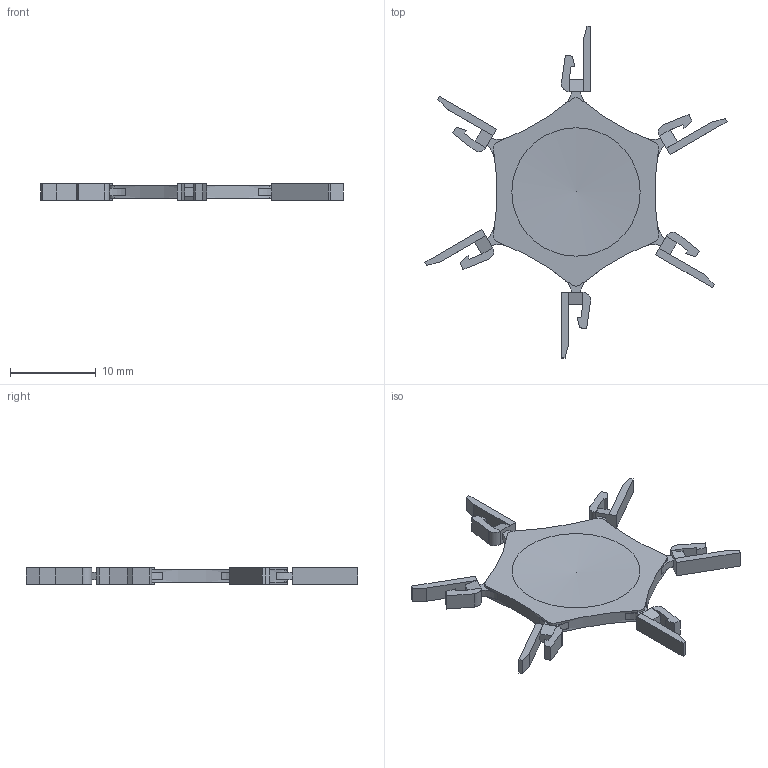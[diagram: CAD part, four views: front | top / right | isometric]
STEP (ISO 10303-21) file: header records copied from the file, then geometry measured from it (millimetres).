
FILE_DESCRIPTION( ( 'Unknown' ), '1' );
FILE_NAME( '691399900002.stp', 'Unknown', ( 'Unknown' ), ( 'Unknown' ), 'XStep 1.0', 'Unknown', ' ' );
FILE_SCHEMA( ( 'automotive_design' ) );
Length unit declared in the file: millimetre
Products named in the file (1): 1
Bounding box: 35.31 x 38.8 x 1.9 mm (x, y, z)
Volume: 546.4 mm3; surface area: 1183.2 mm2
Topology: 1 solids, 1 shells, 166 faces, 428 edges, 270 vertices
Faces by surface type: plane 128, cylinder 36, sphere 2
Entity records: 6280 total; most frequent: CARTESIAN_POINT 855, DIRECTION 854, ORIENTED_EDGE 844, EDGE_CURVE 422, LINE 324, VECTOR 324, VERTEX_POINT 266, AXIS2_PLACEMENT_3D 265
